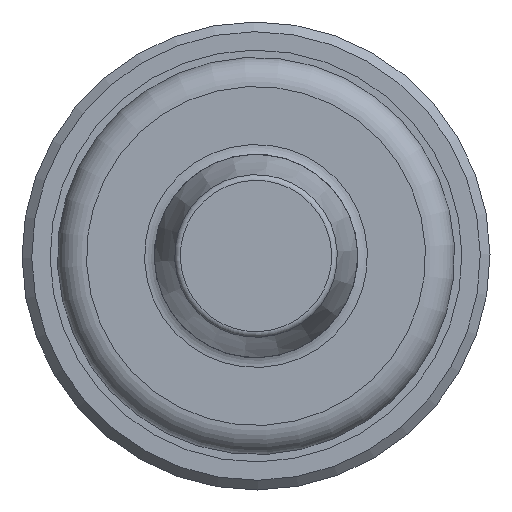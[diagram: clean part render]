
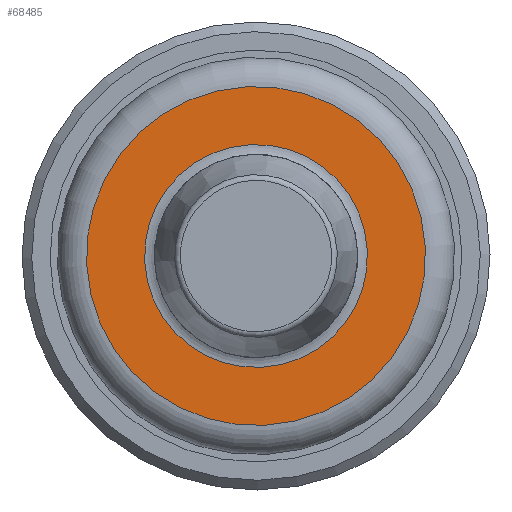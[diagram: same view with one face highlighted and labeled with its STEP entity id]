
A CAD part, left-side view. The second image highlights one B-rep face of the part: STEP entity #68485.
In plain terms, the highlighted planar face has unit normal (-1, 0, 0).
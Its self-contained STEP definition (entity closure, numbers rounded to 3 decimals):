
#68426=CARTESIAN_POINT('',(-13.6,5.741,-0.329));
#68427=VERTEX_POINT('',#68426);
#68428=CARTESIAN_POINT('',(-13.6,0.,0.));
#68429=DIRECTION('',(-1.0,0.,0.));
#68430=DIRECTION('',(0.,-0.998,0.057));
#68431=AXIS2_PLACEMENT_3D('',#68428,#68429,#68430);
#68432=CIRCLE('',#68431,5.75);
#68433=EDGE_CURVE('',#68427,#68427,#68432,.T.);
#68466=CARTESIAN_POINT('',(-13.6,7.488,-0.429));
#68467=DIRECTION('',(-1.0,0.0,0.0));
#68468=DIRECTION('',(0.0,0.057,0.998));
#68469=AXIS2_PLACEMENT_3D('',#68466,#68467,#68468);
#68470=PLANE('',#68469);
#68471=CARTESIAN_POINT('',(-13.6,8.736,-0.5));
#68472=VERTEX_POINT('',#68471);
#68473=CARTESIAN_POINT('',(-13.6,0.,0.));
#68474=DIRECTION('',(1.0,0.,0.));
#68475=DIRECTION('',(0.,-0.998,0.057));
#68476=AXIS2_PLACEMENT_3D('',#68473,#68474,#68475);
#68477=CIRCLE('',#68476,8.75);
#68478=EDGE_CURVE('',#68472,#68472,#68477,.T.);
#68479=ORIENTED_EDGE('',*,*,#68478,.F.);
#68480=EDGE_LOOP('',(#68479));
#68481=FACE_OUTER_BOUND('',#68480,.T.);
#68482=ORIENTED_EDGE('',*,*,#68433,.F.);
#68483=EDGE_LOOP('',(#68482));
#68484=FACE_BOUND('',#68483,.T.);
#68485=ADVANCED_FACE('',(#68481,#68484),#68470,.T.);
